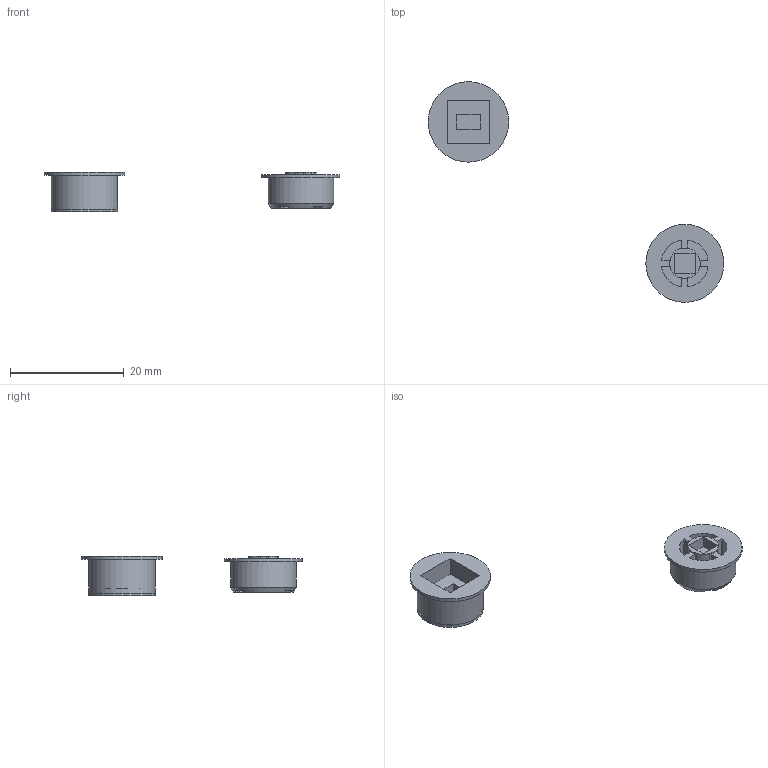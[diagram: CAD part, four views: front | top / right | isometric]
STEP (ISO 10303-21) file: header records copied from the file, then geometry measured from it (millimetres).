
FILE_DESCRIPTION(/* description */ (''),/* implementation_level */ '2;1');
FILE_NAME(/* name */ 'button caps v6.step',/* time_stamp */ '2020-11-20T19:24:32-07:00',/* author */ (''),/* organization */ (''),/* preprocessor_version */ 'ST-DEVELOPER v18.1',/* originating_system */ 'Autodesk Translation Framework v9.3.0.1241',/* authorisation */ '');
FILE_SCHEMA (('AUTOMOTIVE_DESIGN { 1 0 10303 214 3 1 1 }'));
Length unit declared in the file: millimetre
Products named in the file (1): (Unsaved)
Bounding box: 51.89 x 38.73 x 7 mm (x, y, z)
Volume: 1046.7 mm3; surface area: 1523.8 mm2
Topology: 2 solids, 3 shells, 110 faces, 290 edges, 193 vertices
Faces by surface type: plane 73, cylinder 18, bspline 17, cone 2
Full cylindrical faces by diameter (mm): 11.235 x1, 11.52 x1, 11.635 x1, 11.65 x1, 13.68 x1, 14.13 x1
Entity records: 3663 total; most frequent: CARTESIAN_POINT 976, ORIENTED_EDGE 580, DIRECTION 484, EDGE_CURVE 290, LINE 202, VECTOR 202, VERTEX_POINT 193, AXIS2_PLACEMENT_3D 141
